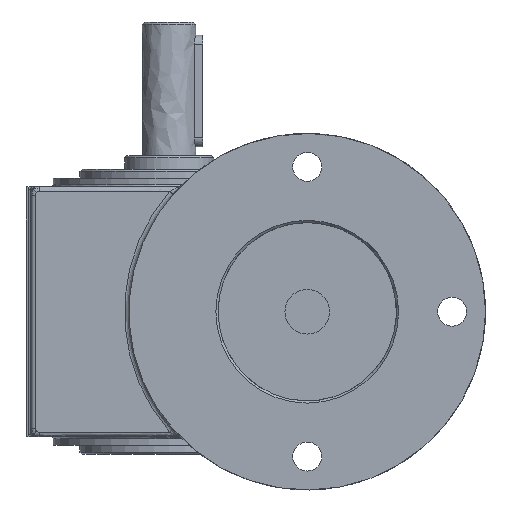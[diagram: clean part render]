
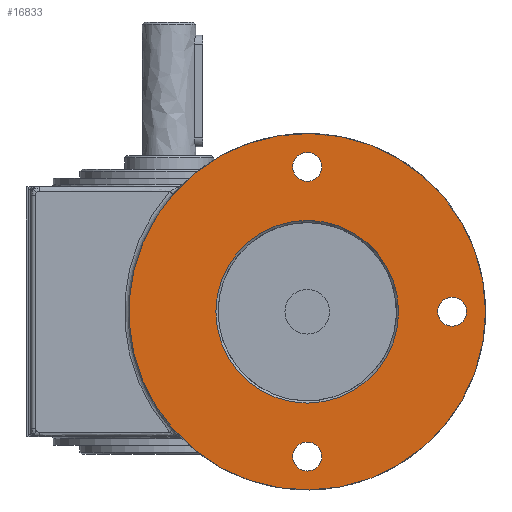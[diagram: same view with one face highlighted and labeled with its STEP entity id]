
A CAD part, left-side view. The second image highlights one B-rep face of the part: STEP entity #16833.
In plain terms, the highlighted free-form (B-spline) face has degree [1, 1] with [2, 2] control points.
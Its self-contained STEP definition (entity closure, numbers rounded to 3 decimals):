
#15642=CARTESIAN_POINT('',(0.,30.102,26.341));
#15643=VERTEX_POINT('',#15642);
#15653=CARTESIAN_POINT('',(0.,30.102,-26.342));
#15654=VERTEX_POINT('',#15653);
#15655=CARTESIAN_POINT('',(0.,0.0,0.0));
#15656=DIRECTION('',(-1.0,0.0,0.0));
#15657=DIRECTION('',(0.0,1.0,0.0));
#15658=AXIS2_PLACEMENT_3D('',#15655,#15656,#15657);
#15659=CIRCLE('',#15658,40.0);
#15660=EDGE_CURVE('',#15654,#15643,#15659,.T.);
#15924=CARTESIAN_POINT('',(0.,30.102,-26.341));
#15925=VERTEX_POINT('',#15924);
#15926=CARTESIAN_POINT('',(0.,0.0,0.0));
#15927=DIRECTION('',(-1.0,0.0,0.0));
#15928=DIRECTION('',(0.0,1.0,0.0));
#15929=AXIS2_PLACEMENT_3D('',#15926,#15927,#15928);
#15930=CIRCLE('',#15929,40.0);
#15931=EDGE_CURVE('',#15925,#15654,#15930,.T.);
#16066=CARTESIAN_POINT('',(0.,0.0,0.0));
#16067=DIRECTION('',(-1.0,0.0,0.0));
#16068=DIRECTION('',(0.0,1.0,0.0));
#16069=AXIS2_PLACEMENT_3D('',#16066,#16067,#16068);
#16070=CIRCLE('',#16069,40.0);
#16071=EDGE_CURVE('',#15643,#15925,#16070,.T.);
#16734=CARTESIAN_POINT('',(0.,20.5,0.));
#16735=VERTEX_POINT('',#16734);
#16736=CARTESIAN_POINT('',(0.,0.0,0.0));
#16737=DIRECTION('',(1.0,0.0,0.0));
#16738=DIRECTION('',(0.0,-1.0,0.0));
#16739=AXIS2_PLACEMENT_3D('',#16736,#16737,#16738);
#16740=CIRCLE('',#16739,20.5);
#16741=EDGE_CURVE('',#16735,#16735,#16740,.T.);
#16787=CARTESIAN_POINT('',(0.,40.0,40.0));
#16788=CARTESIAN_POINT('',(0.,40.0,-40.0));
#16789=CARTESIAN_POINT('',(0.,-40.0,40.0));
#16790=CARTESIAN_POINT('',(0.,-40.0,-40.0));
#16791=B_SPLINE_SURFACE_WITH_KNOTS('',1,1,((#16787,#16789),(#16788,#16790)),.UNSPECIFIED.,.F.,.F.,.U.,(2,2),(2,2),(0.0,80.0),(0.0,80.0),.UNSPECIFIED.);
#16792=ORIENTED_EDGE('',*,*,#16071,.T.);
#16793=ORIENTED_EDGE('',*,*,#15931,.T.);
#16794=ORIENTED_EDGE('',*,*,#15660,.T.);
#16795=EDGE_LOOP('',(#16792,#16793,#16794));
#16796=FACE_OUTER_BOUND('',#16795,.T.);
#16797=CARTESIAN_POINT('',(0.0,-32.5,-3.25));
#16798=VERTEX_POINT('',#16797);
#16799=CARTESIAN_POINT('',(0.0,-32.5,0.));
#16800=DIRECTION('',(-1.0,0.0,0.0));
#16801=DIRECTION('',(0.0,0.0,1.0));
#16802=AXIS2_PLACEMENT_3D('',#16799,#16800,#16801);
#16803=CIRCLE('',#16802,3.25);
#16804=EDGE_CURVE('',#16798,#16798,#16803,.T.);
#16805=ORIENTED_EDGE('',*,*,#16804,.F.);
#16806=EDGE_LOOP('',(#16805));
#16807=FACE_BOUND('',#16806,.T.);
#16808=CARTESIAN_POINT('',(0.0,0.,-35.75));
#16809=VERTEX_POINT('',#16808);
#16810=CARTESIAN_POINT('',(0.0,0.,-32.5));
#16811=DIRECTION('',(-1.0,0.0,0.0));
#16812=DIRECTION('',(0.0,0.0,1.0));
#16813=AXIS2_PLACEMENT_3D('',#16810,#16811,#16812);
#16814=CIRCLE('',#16813,3.25);
#16815=EDGE_CURVE('',#16809,#16809,#16814,.T.);
#16816=ORIENTED_EDGE('',*,*,#16815,.F.);
#16817=EDGE_LOOP('',(#16816));
#16818=FACE_BOUND('',#16817,.T.);
#16819=CARTESIAN_POINT('',(0.0,0.,29.25));
#16820=VERTEX_POINT('',#16819);
#16821=CARTESIAN_POINT('',(0.0,0.,32.5));
#16822=DIRECTION('',(-1.0,0.0,0.0));
#16823=DIRECTION('',(0.0,0.0,1.0));
#16824=AXIS2_PLACEMENT_3D('',#16821,#16822,#16823);
#16825=CIRCLE('',#16824,3.25);
#16826=EDGE_CURVE('',#16820,#16820,#16825,.T.);
#16827=ORIENTED_EDGE('',*,*,#16826,.F.);
#16828=EDGE_LOOP('',(#16827));
#16829=FACE_BOUND('',#16828,.T.);
#16830=ORIENTED_EDGE('',*,*,#16741,.T.);
#16831=EDGE_LOOP('',(#16830));
#16832=FACE_BOUND('',#16831,.T.);
#16833=ADVANCED_FACE('',(#16796,#16807,#16818,#16829,#16832),#16791,.T.);
